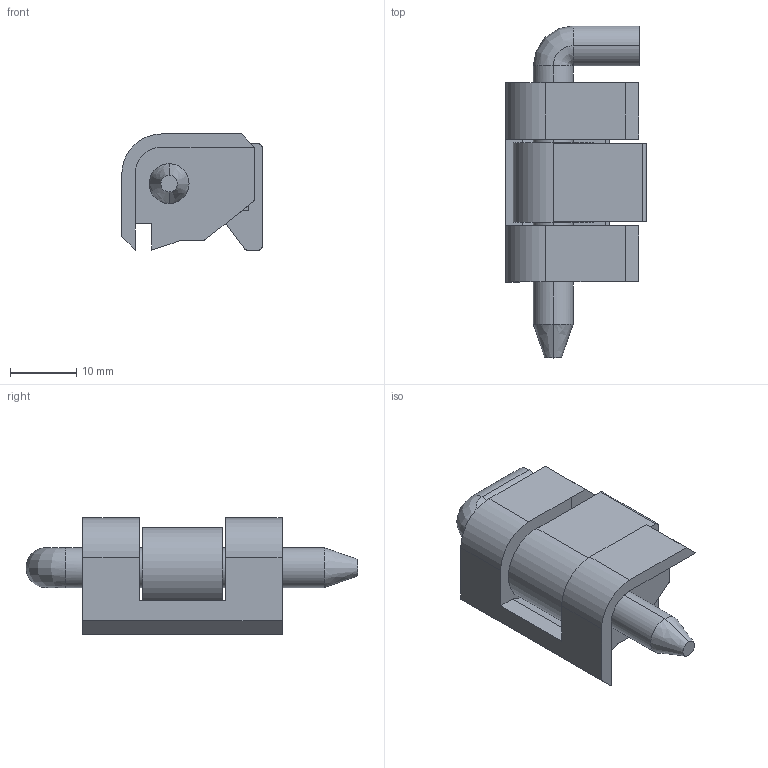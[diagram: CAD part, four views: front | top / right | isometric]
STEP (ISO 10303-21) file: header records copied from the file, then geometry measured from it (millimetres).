
FILE_DESCRIPTION(/* description */ (''),/* implementation_level */ '2;1');
FILE_NAME(/* name */ 'JL230',/* time_stamp */ '2024-12-14T14:37:03+08:00',/* author */ (''),/* organization */ (''),/* preprocessor_version */ 'ST-DEVELOPER v19.2',/* originating_system */ 'Rhino 8.5',/* authorisation */ '');
FILE_SCHEMA (('CONFIG_CONTROL_DESIGN'));
Length unit declared in the file: millimetre
Products named in the file (1): Document
Bounding box: 21.12 x 50 x 17.5 mm (x, y, z)
Volume: 6626.6 mm3; surface area: 5520.5 mm2
Topology: 3 solids, 3 shells, 218 faces, 481 edges, 315 vertices
Faces by surface type: plane 141, cylinder 73, bspline 4
Entity records: 6429 total; most frequent: CARTESIAN_POINT 1862, ORIENTED_EDGE 960, DIRECTION 694, EDGE_CURVE 480, AXIS2_PLACEMENT_3D 452, VERTEX_POINT 314, EDGE_LOOP 270, CIRCLE 239
